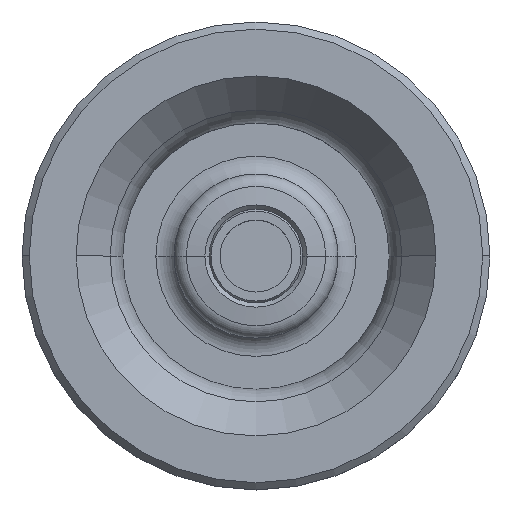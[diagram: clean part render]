
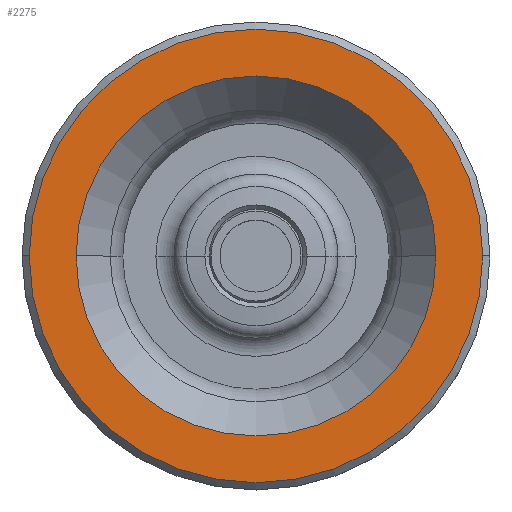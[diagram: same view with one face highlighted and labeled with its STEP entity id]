
A CAD part, top view. The second image highlights one B-rep face of the part: STEP entity #2275.
In plain terms, the highlighted planar face has unit normal (0, 0, 1).
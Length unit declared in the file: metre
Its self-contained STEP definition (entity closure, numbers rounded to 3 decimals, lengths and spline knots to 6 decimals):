
#80 = FACE_BOUND ( 'NONE', #185, .T. ) ;
#182 = DIRECTION ( 'NONE',  ( 0., 0., -1. ) ) ;
#185 = EDGE_LOOP ( 'NONE', ( #1089, #2548 ) ) ;
#248 = EDGE_CURVE ( 'NONE', #1828, #776, #1327, .T. ) ;
#337 = EDGE_LOOP ( 'NONE', ( #2077, #1776 ) ) ;
#360 = VERTEX_POINT ( 'NONE', #604 ) ;
#382 = CARTESIAN_POINT ( 'NONE',  ( 0., 0.00315, 0. ) ) ;
#447 = DIRECTION ( 'NONE',  ( 0., 0., -1. ) ) ;
#604 = CARTESIAN_POINT ( 'NONE',  ( 0.00315, 0., 0. ) ) ;
#647 = FACE_OUTER_BOUND ( 'NONE', #337, .T. ) ;
#659 = CARTESIAN_POINT ( 'NONE',  ( -0.00315, 0., 0. ) ) ;
#762 = CARTESIAN_POINT ( 'NONE',  ( -0.0025, 0., 0. ) ) ;
#776 = VERTEX_POINT ( 'NONE', #1669 ) ;
#933 = DIRECTION ( 'NONE',  ( -1., 0., 0. ) ) ;
#1045 = CARTESIAN_POINT ( 'NONE',  ( 0., 0., 0. ) ) ;
#1074 = DIRECTION ( 'NONE',  ( -1., 0., 0. ) ) ;
#1082 = CARTESIAN_POINT ( 'NONE',  ( 0., 0., 0. ) ) ;
#1085 = PLANE ( 'NONE',  #2345 ) ;
#1089 = ORIENTED_EDGE ( 'NONE', *, *, #1748, .T. ) ;
#1093 = DIRECTION ( 'NONE',  ( 0., 0., -1. ) ) ;
#1103 = EDGE_CURVE ( 'NONE', #2346, #360, #2430, .T. ) ;
#1157 = DIRECTION ( 'NONE',  ( -1., 0., 0. ) ) ;
#1276 = DIRECTION ( 'NONE',  ( -1., 0., 0. ) ) ;
#1327 = CIRCLE ( 'NONE', #1743, 0.0025 ) ;
#1520 = CARTESIAN_POINT ( 'NONE',  ( 0., 0., 0. ) ) ;
#1667 = DIRECTION ( 'NONE',  ( 0., 0., -1. ) ) ;
#1669 = CARTESIAN_POINT ( 'NONE',  ( 0.0025, 0., 0. ) ) ;
#1723 = CIRCLE ( 'NONE', #1936, 0.0025 ) ;
#1743 = AXIS2_PLACEMENT_3D ( 'NONE', #2418, #1667, #1157 ) ;
#1748 = EDGE_CURVE ( 'NONE', #776, #1828, #1723, .T. ) ;
#1776 = ORIENTED_EDGE ( 'NONE', *, *, #2280, .F. ) ;
#1828 = VERTEX_POINT ( 'NONE', #762 ) ;
#1936 = AXIS2_PLACEMENT_3D ( 'NONE', #1082, #447, #1276 ) ;
#1976 = DIRECTION ( 'NONE',  ( 0., 0., -1. ) ) ;
#1999 = DIRECTION ( 'NONE',  ( -1., 0., 0. ) ) ;
#2077 = ORIENTED_EDGE ( 'NONE', *, *, #1103, .F. ) ;
#2158 = CIRCLE ( 'NONE', #2219, 0.00315 ) ;
#2219 = AXIS2_PLACEMENT_3D ( 'NONE', #1045, #1976, #1999 ) ;
#2275 = ADVANCED_FACE ( 'NONE', ( #647, #80 ), #1085, .F. ) ;
#2280 = EDGE_CURVE ( 'NONE', #360, #2346, #2158, .T. ) ;
#2345 = AXIS2_PLACEMENT_3D ( 'NONE', #382, #182, #1074 ) ;
#2346 = VERTEX_POINT ( 'NONE', #659 ) ;
#2418 = CARTESIAN_POINT ( 'NONE',  ( 0., 0., 0. ) ) ;
#2430 = CIRCLE ( 'NONE', #2511, 0.00315 ) ;
#2511 = AXIS2_PLACEMENT_3D ( 'NONE', #1520, #1093, #933 ) ;
#2548 = ORIENTED_EDGE ( 'NONE', *, *, #248, .T. ) ;
